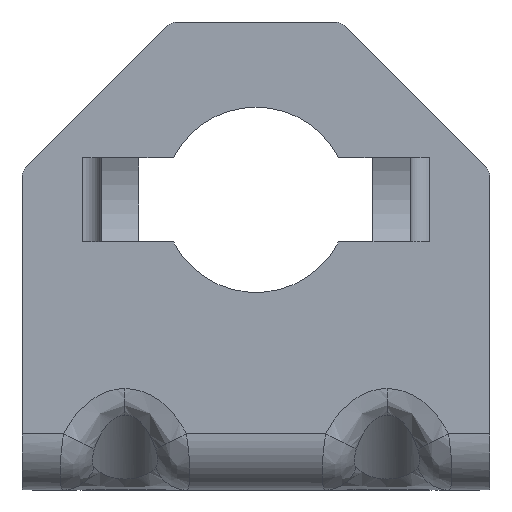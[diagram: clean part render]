
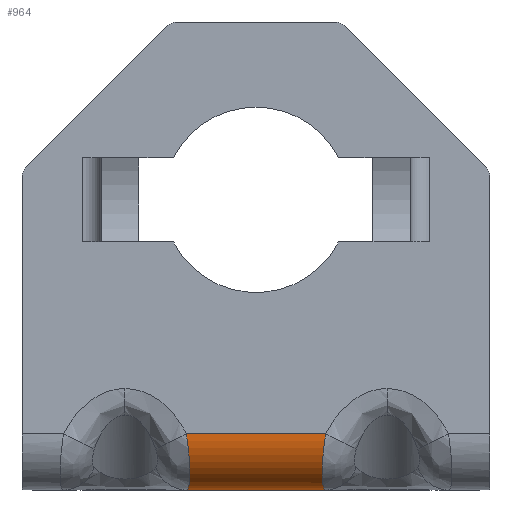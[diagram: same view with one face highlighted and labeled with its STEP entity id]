
A CAD part, front view. The second image highlights one B-rep face of the part: STEP entity #964.
In plain terms, the highlighted cylindrical face has radius 0.762 mm (diameter 1.524 mm), a partial arc.
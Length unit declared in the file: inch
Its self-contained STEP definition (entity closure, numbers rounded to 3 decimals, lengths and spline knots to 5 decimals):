
#129 = VERTEX_POINT ( 'NONE', #643 ) ;
#294 = LINE ( 'NONE', #1181, #1428 ) ;
#313 = CARTESIAN_POINT ( 'NONE',  ( -0.03722, -0.225, -0.02 ) ) ;
#336 = CARTESIAN_POINT ( 'NONE',  ( 0.03658, -0.22892, -0.02 ) ) ;
#408 = ORIENTED_EDGE ( 'NONE', *, *, #2377, .F. ) ;
#423 = EDGE_CURVE ( 'NONE', #129, #835, #1924, .T. ) ;
#432 = VERTEX_POINT ( 'NONE', #1821 ) ;
#441 = FACE_OUTER_BOUND ( 'NONE', #810, .T. ) ;
#643 = CARTESIAN_POINT ( 'NONE',  ( -0.03722, -0.255, 0.01 ) ) ;
#699 = DIRECTION ( 'NONE',  ( -1., 0., 0. ) ) ;
#810 = EDGE_LOOP ( 'NONE', ( #1718, #1779, #408, #1024 ) ) ;
#835 = VERTEX_POINT ( 'NONE', #313 ) ;
#964 = ADVANCED_FACE ( 'NONE', ( #441 ), #1471, .T. ) ;
#974 = B_SPLINE_CURVE_WITH_KNOTS ( 'NONE', 3,
 ( #1020, #336, #2303, #1031, #2510, #1246, #2703, #1479 ),
 .UNSPECIFIED., .F., .F.,
 ( 4, 2, 2, 4 ),
 ( 0., 0.0003, 0.0006, 0.0012 ),
 .UNSPECIFIED. ) ;
#1020 = CARTESIAN_POINT ( 'NONE',  ( 0.03722, -0.225, -0.02 ) ) ;
#1024 = ORIENTED_EDGE ( 'NONE', *, *, #2203, .T. ) ;
#1031 = CARTESIAN_POINT ( 'NONE',  ( 0.03551, -0.24007, -0.01624 ) ) ;
#1063 = CARTESIAN_POINT ( 'NONE',  ( 0.03722, -0.255, 0.01 ) ) ;
#1114 = LINE ( 'NONE', #2222, #2649 ) ;
#1181 = CARTESIAN_POINT ( 'NONE',  ( 0.125, -0.255, 0.01 ) ) ;
#1246 = CARTESIAN_POINT ( 'NONE',  ( 0.03536, -0.25176, -0.00568 ) ) ;
#1413 = CARTESIAN_POINT ( 'NONE',  ( -0.03722, -0.225, -0.02 ) ) ;
#1428 = VECTOR ( 'NONE', #2046, 39.37008 ) ;
#1435 = CARTESIAN_POINT ( 'NONE',  ( -0.03593, -0.23284, -0.02 ) ) ;
#1471 = CYLINDRICAL_SURFACE ( 'NONE', #2192, 0.03 ) ;
#1479 = CARTESIAN_POINT ( 'NONE',  ( 0.03722, -0.255, 0.01 ) ) ;
#1576 = CARTESIAN_POINT ( 'NONE',  ( -0.03536, -0.24068, -0.01676 ) ) ;
#1589 = CARTESIAN_POINT ( 'NONE',  ( -0.03536, -0.249, -0.00842 ) ) ;
#1603 = CARTESIAN_POINT ( 'NONE',  ( -0.03551, -0.25124, -0.00507 ) ) ;
#1623 = CARTESIAN_POINT ( 'NONE',  ( -0.03612, -0.25423, 0.00218 ) ) ;
#1661 = CARTESIAN_POINT ( 'NONE',  ( -0.03722, -0.255, 0.01 ) ) ;
#1718 = ORIENTED_EDGE ( 'NONE', *, *, #1832, .T. ) ;
#1779 = ORIENTED_EDGE ( 'NONE', *, *, #423, .T. ) ;
#1807 = CARTESIAN_POINT ( 'NONE',  ( -0.03658, -0.255, 0.00608 ) ) ;
#1821 = CARTESIAN_POINT ( 'NONE',  ( 0.03722, -0.225, -0.02 ) ) ;
#1832 = EDGE_CURVE ( 'NONE', #2057, #129, #294, .T. ) ;
#1861 = DIRECTION ( 'NONE',  ( 0., 0., 1. ) ) ;
#1874 = DIRECTION ( 'NONE',  ( -1., 0., 0. ) ) ;
#1924 = B_SPLINE_CURVE_WITH_KNOTS ( 'NONE', 3,
 ( #1661, #1807, #1623, #1603, #1589, #1576, #1435, #1413 ),
 .UNSPECIFIED., .F., .F.,
 ( 4, 2, 2, 4 ),
 ( 0., 0.0003, 0.0006, 0.0012 ),
 .UNSPECIFIED. ) ;
#2046 = DIRECTION ( 'NONE',  ( -1., 0., 0. ) ) ;
#2057 = VERTEX_POINT ( 'NONE', #1063 ) ;
#2192 = AXIS2_PLACEMENT_3D ( 'NONE', #2636, #1874, #1861 ) ;
#2203 = EDGE_CURVE ( 'NONE', #432, #2057, #974, .T. ) ;
#2222 = CARTESIAN_POINT ( 'NONE',  ( 0.125, -0.225, -0.02 ) ) ;
#2303 = CARTESIAN_POINT ( 'NONE',  ( 0.03612, -0.23282, -0.01923 ) ) ;
#2377 = EDGE_CURVE ( 'NONE', #432, #835, #1114, .T. ) ;
#2510 = CARTESIAN_POINT ( 'NONE',  ( 0.03536, -0.24342, -0.014 ) ) ;
#2636 = CARTESIAN_POINT ( 'NONE',  ( 0.125, -0.225, 0.01 ) ) ;
#2649 = VECTOR ( 'NONE', #699, 39.37008 ) ;
#2703 = CARTESIAN_POINT ( 'NONE',  ( 0.03593, -0.255, 0.00216 ) ) ;
